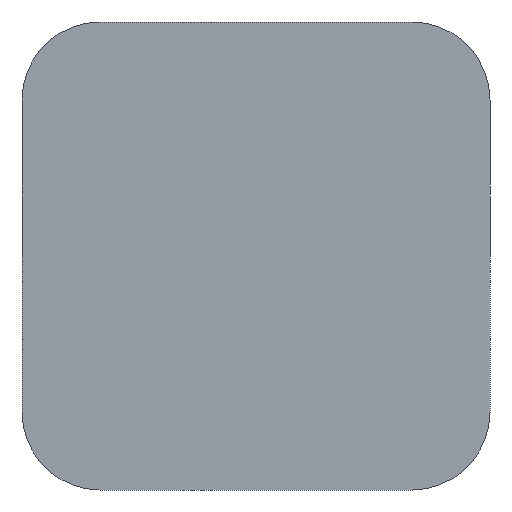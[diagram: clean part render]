
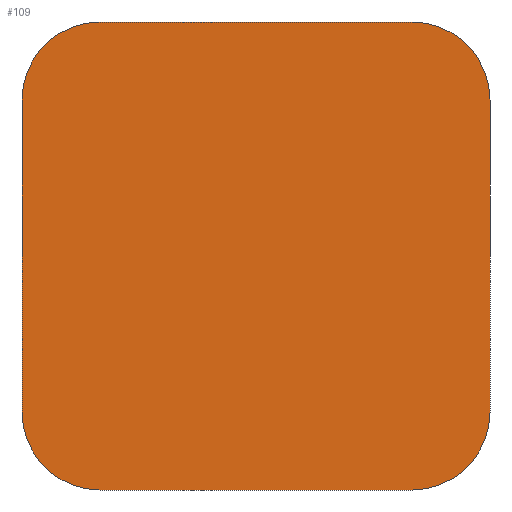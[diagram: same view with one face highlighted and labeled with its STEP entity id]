
A CAD part, front view. The second image highlights one B-rep face of the part: STEP entity #109.
In plain terms, the highlighted planar face has unit normal (0, -1, 0).
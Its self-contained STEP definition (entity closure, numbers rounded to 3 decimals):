
#4 = VECTOR ( 'NONE', #284, 1000. ) ;
#13 = AXIS2_PLACEMENT_3D ( 'NONE', #86, #580, #691 ) ;
#26 = VERTEX_POINT ( 'NONE', #362 ) ;
#33 = AXIS2_PLACEMENT_3D ( 'NONE', #663, #446, #493 ) ;
#37 = EDGE_CURVE ( 'NONE', #337, #168, #187, .T. ) ;
#45 = VECTOR ( 'NONE', #693, 1000. ) ;
#49 = DIRECTION ( 'NONE',  ( 0., 0., -1. ) ) ;
#68 = EDGE_CURVE ( 'NONE', #413, #504, #583, .T. ) ;
#71 = CARTESIAN_POINT ( 'NONE',  ( 30., 0., 30. ) ) ;
#78 = VERTEX_POINT ( 'NONE', #101 ) ;
#86 = CARTESIAN_POINT ( 'NONE',  ( 20., 0., 20. ) ) ;
#101 = CARTESIAN_POINT ( 'NONE',  ( -30., 0., 20. ) ) ;
#109 = ADVANCED_FACE ( 'NONE', ( #411 ), #470, .T. ) ;
#115 = ORIENTED_EDGE ( 'NONE', *, *, #373, .T. ) ;
#135 = ORIENTED_EDGE ( 'NONE', *, *, #288, .T. ) ;
#139 = EDGE_CURVE ( 'NONE', #337, #196, #653, .T. ) ;
#142 = CIRCLE ( 'NONE', #536, 10. ) ;
#144 = DIRECTION ( 'NONE',  ( 0., -1., 0. ) ) ;
#148 = AXIS2_PLACEMENT_3D ( 'NONE', #455, #383, #622 ) ;
#164 = CARTESIAN_POINT ( 'NONE',  ( 30., 0., -20. ) ) ;
#168 = VERTEX_POINT ( 'NONE', #276 ) ;
#187 = CIRCLE ( 'NONE', #13, 10. ) ;
#196 = VERTEX_POINT ( 'NONE', #164 ) ;
#221 = VECTOR ( 'NONE', #439, 1000. ) ;
#239 = CIRCLE ( 'NONE', #148, 10. ) ;
#265 = CARTESIAN_POINT ( 'NONE',  ( -30., 0., -20. ) ) ;
#276 = CARTESIAN_POINT ( 'NONE',  ( 20., 0., 30. ) ) ;
#284 = DIRECTION ( 'NONE',  ( 1., 0., 0. ) ) ;
#288 = EDGE_CURVE ( 'NONE', #563, #78, #239, .T. ) ;
#295 = EDGE_LOOP ( 'NONE', ( #115, #575, #395, #512, #393, #135, #457, #570 ) ) ;
#315 = EDGE_CURVE ( 'NONE', #78, #413, #506, .T. ) ;
#323 = CARTESIAN_POINT ( 'NONE',  ( 20., 0., -20. ) ) ;
#335 = LINE ( 'NONE', #552, #4 ) ;
#337 = VERTEX_POINT ( 'NONE', #548 ) ;
#353 = CARTESIAN_POINT ( 'NONE',  ( -20., 0., -20. ) ) ;
#362 = CARTESIAN_POINT ( 'NONE',  ( 20., 0., -30. ) ) ;
#364 = CARTESIAN_POINT ( 'NONE',  ( -20., 0., -30. ) ) ;
#372 = CARTESIAN_POINT ( 'NONE',  ( -30., 0., 30. ) ) ;
#373 = EDGE_CURVE ( 'NONE', #504, #26, #335, .T. ) ;
#375 = DIRECTION ( 'NONE',  ( 0., -1., 0. ) ) ;
#383 = DIRECTION ( 'NONE',  ( 0., -1., 0. ) ) ;
#386 = CARTESIAN_POINT ( 'NONE',  ( -30., 0., 30. ) ) ;
#393 = ORIENTED_EDGE ( 'NONE', *, *, #533, .F. ) ;
#395 = ORIENTED_EDGE ( 'NONE', *, *, #139, .F. ) ;
#399 = AXIS2_PLACEMENT_3D ( 'NONE', #353, #144, #585 ) ;
#411 = FACE_OUTER_BOUND ( 'NONE', #295, .T. ) ;
#413 = VERTEX_POINT ( 'NONE', #265 ) ;
#439 = DIRECTION ( 'NONE',  ( 0., 0., -1. ) ) ;
#446 = DIRECTION ( 'NONE',  ( 0., -1., 0. ) ) ;
#455 = CARTESIAN_POINT ( 'NONE',  ( -20., 0., 20. ) ) ;
#457 = ORIENTED_EDGE ( 'NONE', *, *, #315, .T. ) ;
#470 = PLANE ( 'NONE',  #33 ) ;
#476 = CARTESIAN_POINT ( 'NONE',  ( -20., 0., 30. ) ) ;
#493 = DIRECTION ( 'NONE',  ( 0., 0., -1. ) ) ;
#504 = VERTEX_POINT ( 'NONE', #364 ) ;
#506 = LINE ( 'NONE', #386, #577 ) ;
#512 = ORIENTED_EDGE ( 'NONE', *, *, #37, .T. ) ;
#533 = EDGE_CURVE ( 'NONE', #563, #168, #644, .T. ) ;
#536 = AXIS2_PLACEMENT_3D ( 'NONE', #323, #375, #49 ) ;
#548 = CARTESIAN_POINT ( 'NONE',  ( 30., 0., 20. ) ) ;
#552 = CARTESIAN_POINT ( 'NONE',  ( -30., 0., -30. ) ) ;
#560 = EDGE_CURVE ( 'NONE', #26, #196, #142, .T. ) ;
#563 = VERTEX_POINT ( 'NONE', #476 ) ;
#570 = ORIENTED_EDGE ( 'NONE', *, *, #68, .T. ) ;
#575 = ORIENTED_EDGE ( 'NONE', *, *, #560, .T. ) ;
#577 = VECTOR ( 'NONE', #677, 1000. ) ;
#580 = DIRECTION ( 'NONE',  ( 0., -1., 0. ) ) ;
#583 = CIRCLE ( 'NONE', #399, 10. ) ;
#585 = DIRECTION ( 'NONE',  ( 0., 0., -1. ) ) ;
#622 = DIRECTION ( 'NONE',  ( 0., 0., -1. ) ) ;
#644 = LINE ( 'NONE', #372, #45 ) ;
#653 = LINE ( 'NONE', #71, #221 ) ;
#663 = CARTESIAN_POINT ( 'NONE',  ( 0., 0., 0. ) ) ;
#677 = DIRECTION ( 'NONE',  ( 0., 0., -1. ) ) ;
#691 = DIRECTION ( 'NONE',  ( 0., 0., -1. ) ) ;
#693 = DIRECTION ( 'NONE',  ( 1., 0., 0. ) ) ;
